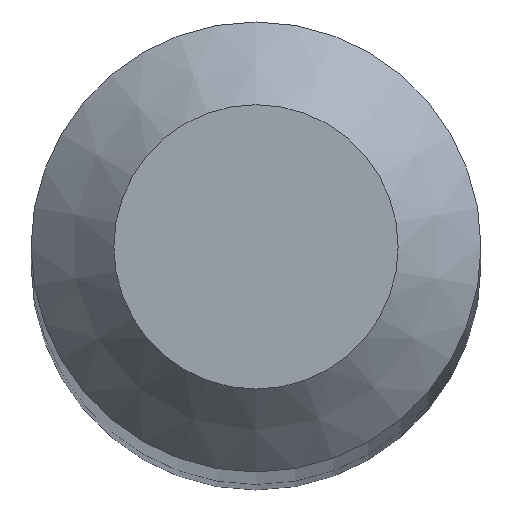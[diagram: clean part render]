
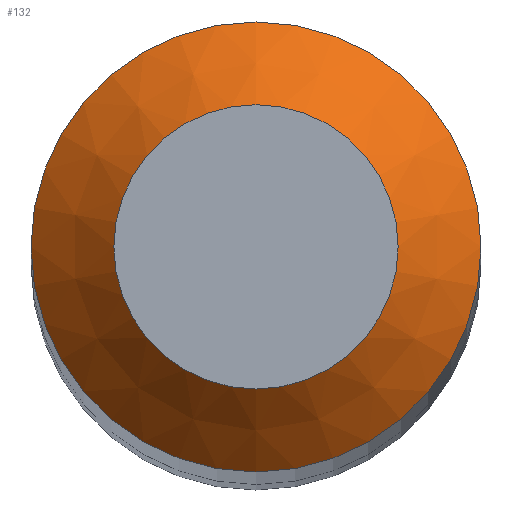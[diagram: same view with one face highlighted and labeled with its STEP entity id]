
A CAD part, top view. The second image highlights one B-rep face of the part: STEP entity #132.
In plain terms, the highlighted conical face has half-angle 45 degrees and reference radius 0.515 mm.
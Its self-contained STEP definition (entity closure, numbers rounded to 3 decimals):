
#15 = VERTEX_POINT ( 'NONE', #153 ) ;
#18 = DIRECTION ( 'NONE',  ( 0., 0., -1. ) ) ;
#19 = CIRCLE ( 'NONE', #48, 0.515 ) ;
#25 = AXIS2_PLACEMENT_3D ( 'NONE', #37, #82, #139 ) ;
#26 = VERTEX_POINT ( 'NONE', #86 ) ;
#31 = EDGE_CURVE ( 'NONE', #26, #26, #92, .T. ) ;
#37 = CARTESIAN_POINT ( 'NONE',  ( 0., 0., 37.7 ) ) ;
#45 = DIRECTION ( 'NONE',  ( 0., 0., -1. ) ) ;
#48 = AXIS2_PLACEMENT_3D ( 'NONE', #152, #45, #154 ) ;
#56 = EDGE_LOOP ( 'NONE', ( #182 ) ) ;
#68 = EDGE_LOOP ( 'NONE', ( #199 ) ) ;
#72 = AXIS2_PLACEMENT_3D ( 'NONE', #125, #18, #143 ) ;
#82 = DIRECTION ( 'NONE',  ( 0., 0., -1. ) ) ;
#86 = CARTESIAN_POINT ( 'NONE',  ( 0., 0.815, 37.7 ) ) ;
#88 = EDGE_CURVE ( 'NONE', #15, #15, #19, .T. ) ;
#92 = CIRCLE ( 'NONE', #25, 0.815 ) ;
#109 = FACE_OUTER_BOUND ( 'NONE', #56, .T. ) ;
#125 = CARTESIAN_POINT ( 'NONE',  ( 0., 0., 38. ) ) ;
#132 = ADVANCED_FACE ( 'NONE', ( #109, #142 ), #141, .T. ) ;
#139 = DIRECTION ( 'NONE',  ( 0., 1., 0. ) ) ;
#141 = CONICAL_SURFACE ( 'NONE', #72, 0.515, 0.785 ) ;
#142 = FACE_BOUND ( 'NONE', #68, .T. ) ;
#143 = DIRECTION ( 'NONE',  ( 0., 1., 0. ) ) ;
#152 = CARTESIAN_POINT ( 'NONE',  ( 0., 0., 38. ) ) ;
#153 = CARTESIAN_POINT ( 'NONE',  ( 0., 0.515, 38. ) ) ;
#154 = DIRECTION ( 'NONE',  ( 0., 1., 0. ) ) ;
#182 = ORIENTED_EDGE ( 'NONE', *, *, #31, .F. ) ;
#199 = ORIENTED_EDGE ( 'NONE', *, *, #88, .T. ) ;
